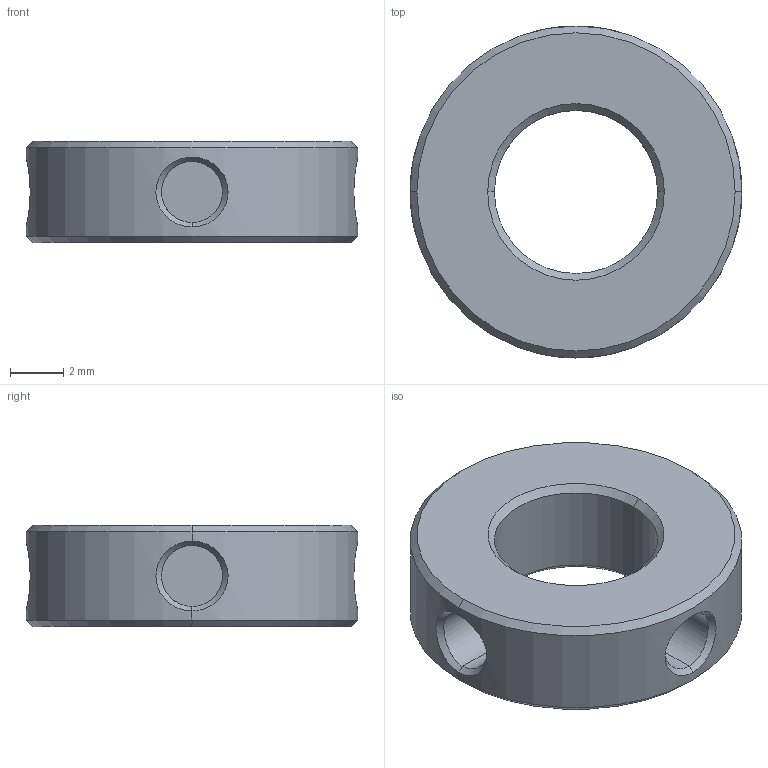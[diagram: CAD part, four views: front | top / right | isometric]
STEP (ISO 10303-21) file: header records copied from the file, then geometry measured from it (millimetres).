
FILE_DESCRIPTION (( 'STEP AP203' ), '1' );
FILE_NAME ('TTN102544-E0W.STEP', '2016-07-22T18:35:26', ( 'admin' ), ( '' ), 'SwSTEP 2.0', 'SolidWorks 2016', '' );
FILE_SCHEMA (( 'CONFIG_CONTROL_DESIGN' ));
Length unit declared in the file: millimetre
Products named in the file (1): TTN102544-E0W
Bounding box: 12.45 x 12.45 x 3.81 mm (x, y, z)
Volume: 305.7 mm3; surface area: 457 mm2
Topology: 1 solids, 1 shells, 34 faces, 76 edges, 46 vertices
Faces by surface type: cylinder 12, bspline 8, cone 8, plane 6
Entity records: 5807 total; most frequent: CARTESIAN_POINT 5035, ORIENTED_EDGE 152, DIRECTION 124, EDGE_CURVE 76, AXIS2_PLACEMENT_3D 51, VERTEX_POINT 46, EDGE_LOOP 38, FACE_OUTER_BOUND 34
